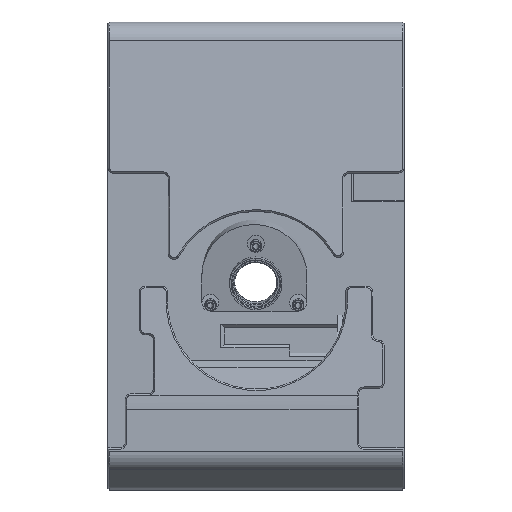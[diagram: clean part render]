
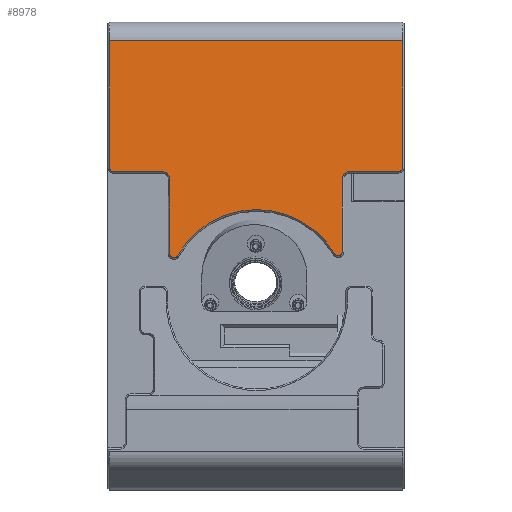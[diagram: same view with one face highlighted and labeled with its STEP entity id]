
A CAD part, top view. The second image highlights one B-rep face of the part: STEP entity #8978.
In plain terms, the highlighted planar face has unit normal (0, 0.079, 0.997).
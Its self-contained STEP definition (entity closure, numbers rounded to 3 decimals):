
#217=CIRCLE('',#9556,1.5);
#219=CIRCLE('',#9559,32.05);
#221=CIRCLE('',#9562,1.5);
#422=PLANE('',#9567);
#863=FACE_OUTER_BOUND('',#1421,.T.);
#1421=EDGE_LOOP('',(#6959,#6960,#6961,#6962,#6963,#6964,#6965,#6966,#6967,
#6968,#6969,#6970,#6971,#6972,#6973,#6974,#6975,#6976));
#2073=LINE('',#13413,#3044);
#2155=LINE('',#14449,#3126);
#2178=LINE('',#14575,#3149);
#2182=LINE('',#14641,#3153);
#2189=LINE('',#14667,#3160);
#2194=LINE('',#14735,#3165);
#2200=LINE('',#14824,#3171);
#3044=VECTOR('',#10515,10.);
#3126=VECTOR('',#10665,10.);
#3149=VECTOR('',#10730,10.);
#3153=VECTOR('',#10736,10.);
#3160=VECTOR('',#10763,10.);
#3165=VECTOR('',#10770,10.);
#3171=VECTOR('',#10782,10.);
#3888=B_SPLINE_CURVE_WITH_KNOTS('',3,(#14566,#14567,#14568,#14569,#14570),
 .UNSPECIFIED.,.F.,.F.,(4,1,4),(0.,0.898,
1.571),.UNSPECIFIED.);
#3889=B_SPLINE_CURVE_WITH_KNOTS('',3,(#14600,#14601,#14602,#14603,#14604),
 .UNSPECIFIED.,.F.,.F.,(4,1,4),(-1.551,-0.886,0.),
 .UNSPECIFIED.);
#3891=B_SPLINE_CURVE_WITH_KNOTS('',3,(#14628,#14629,#14630,#14631),
 .UNSPECIFIED.,.F.,.F.,(4,4),(4.145,4.149),
 .UNSPECIFIED.);
#3893=B_SPLINE_CURVE_WITH_KNOTS('',3,(#14685,#14686,#14687,#14688),
 .UNSPECIFIED.,.F.,.F.,(4,4),(-1.571,-1.551),
 .UNSPECIFIED.);
#3896=B_SPLINE_CURVE_WITH_KNOTS('',3,(#14726,#14727,#14728,#14729,#14730),
 .UNSPECIFIED.,.F.,.F.,(4,1,4),(0.,0.886,
1.551),.UNSPECIFIED.);
#3898=B_SPLINE_CURVE_WITH_KNOTS('',3,(#14765,#14766,#14767,#14768,#14769),
 .UNSPECIFIED.,.F.,.F.,(4,1,4),(-1.571,-0.898,0.),
 .UNSPECIFIED.);
#3899=B_SPLINE_CURVE_WITH_KNOTS('',3,(#14786,#14787,#14788,#14789),
 .UNSPECIFIED.,.F.,.F.,(4,4),(1.551,1.571),
 .UNSPECIFIED.);
#3901=B_SPLINE_CURVE_WITH_KNOTS('',3,(#14810,#14811,#14812,#14813),
 .UNSPECIFIED.,.F.,.F.,(4,4),(-4.149,-4.145),
 .UNSPECIFIED.);
#4175=VERTEX_POINT('',#13411);
#4176=VERTEX_POINT('',#13412);
#4275=VERTEX_POINT('',#14446);
#4276=VERTEX_POINT('',#14448);
#4295=VERTEX_POINT('',#14555);
#4298=VERTEX_POINT('',#14564);
#4300=VERTEX_POINT('',#14573);
#4302=VERTEX_POINT('',#14598);
#4304=VERTEX_POINT('',#14638);
#4305=VERTEX_POINT('',#14640);
#4308=VERTEX_POINT('',#14648);
#4310=VERTEX_POINT('',#14654);
#4312=VERTEX_POINT('',#14660);
#4314=VERTEX_POINT('',#14665);
#4315=VERTEX_POINT('',#14713);
#4318=VERTEX_POINT('',#14724);
#4320=VERTEX_POINT('',#14733);
#4322=VERTEX_POINT('',#14763);
#5069=EDGE_CURVE('',#4175,#4176,#2073,.T.);
#5218=EDGE_CURVE('',#4275,#4276,#2155,.T.);
#5254=EDGE_CURVE('',#4298,#4295,#3888,.T.);
#5256=EDGE_CURVE('',#4300,#4298,#2178,.T.);
#5259=EDGE_CURVE('',#4302,#4300,#3889,.T.);
#5261=EDGE_CURVE('',#4295,#4275,#3891,.T.);
#5264=EDGE_CURVE('',#4304,#4305,#2182,.T.);
#5269=EDGE_CURVE('',#4308,#4304,#217,.T.);
#5272=EDGE_CURVE('',#4310,#4308,#219,.T.);
#5275=EDGE_CURVE('',#4312,#4310,#221,.T.);
#5277=EDGE_CURVE('',#4314,#4312,#2189,.T.);
#5279=EDGE_CURVE('',#4305,#4302,#3893,.T.);
#5284=EDGE_CURVE('',#4318,#4315,#3896,.T.);
#5286=EDGE_CURVE('',#4320,#4318,#2194,.T.);
#5290=EDGE_CURVE('',#4322,#4320,#3898,.T.);
#5291=EDGE_CURVE('',#4315,#4314,#3899,.T.);
#5293=EDGE_CURVE('',#4176,#4322,#3901,.T.);
#5298=EDGE_CURVE('',#4175,#4276,#2200,.T.);
#6959=ORIENTED_EDGE('',*,*,#5218,.F.);
#6960=ORIENTED_EDGE('',*,*,#5261,.F.);
#6961=ORIENTED_EDGE('',*,*,#5254,.F.);
#6962=ORIENTED_EDGE('',*,*,#5256,.F.);
#6963=ORIENTED_EDGE('',*,*,#5259,.F.);
#6964=ORIENTED_EDGE('',*,*,#5279,.F.);
#6965=ORIENTED_EDGE('',*,*,#5264,.F.);
#6966=ORIENTED_EDGE('',*,*,#5269,.F.);
#6967=ORIENTED_EDGE('',*,*,#5272,.F.);
#6968=ORIENTED_EDGE('',*,*,#5275,.F.);
#6969=ORIENTED_EDGE('',*,*,#5277,.F.);
#6970=ORIENTED_EDGE('',*,*,#5291,.F.);
#6971=ORIENTED_EDGE('',*,*,#5284,.F.);
#6972=ORIENTED_EDGE('',*,*,#5286,.F.);
#6973=ORIENTED_EDGE('',*,*,#5290,.F.);
#6974=ORIENTED_EDGE('',*,*,#5293,.F.);
#6975=ORIENTED_EDGE('',*,*,#5069,.F.);
#6976=ORIENTED_EDGE('',*,*,#5298,.T.);
#8978=ADVANCED_FACE('',(#863),#422,.T.);
#9556=AXIS2_PLACEMENT_3D('',#14650,#10744,#10745);
#9559=AXIS2_PLACEMENT_3D('',#14656,#10751,#10752);
#9562=AXIS2_PLACEMENT_3D('',#14662,#10758,#10759);
#9567=AXIS2_PLACEMENT_3D('',#14823,#10780,#10781);
#10515=DIRECTION('',(0.,-0.997,0.079));
#10665=DIRECTION('',(0.,0.997,-0.079));
#10730=DIRECTION('',(-1.,0.,0.));
#10736=DIRECTION('',(0.,0.997,-0.079));
#10744=DIRECTION('center_axis',(0.,-0.079,
-0.997));
#10745=DIRECTION('ref_axis',(-1.,0.,0.));
#10751=DIRECTION('center_axis',(0.,0.079,
0.997));
#10752=DIRECTION('ref_axis',(-1.,0.,0.));
#10758=DIRECTION('center_axis',(0.,-0.079,
-0.997));
#10759=DIRECTION('ref_axis',(0.266,-0.961,0.076));
#10763=DIRECTION('',(0.,-0.997,0.079));
#10770=DIRECTION('',(-1.,0.,0.));
#10780=DIRECTION('center_axis',(0.,0.079,
0.997));
#10781=DIRECTION('ref_axis',(0.,0.997,-0.079));
#10782=DIRECTION('',(-1.,0.,0.));
#13411=CARTESIAN_POINT('',(99.055,-101.286,11.795));
#13412=CARTESIAN_POINT('',(99.055,-145.911,15.34));
#13413=CARTESIAN_POINT('',(99.055,-187.27,18.625));
#14446=CARTESIAN_POINT('',(-4.548,-145.911,15.34));
#14448=CARTESIAN_POINT('',(-4.548,-101.286,11.795));
#14449=CARTESIAN_POINT('',(-4.548,-187.27,18.625));
#14555=CARTESIAN_POINT('',(-4.548,-145.95,15.343));
#14564=CARTESIAN_POINT('',(-3.048,-147.452,15.462));
#14566=CARTESIAN_POINT('Ctrl Pts',(-3.048,-147.452,15.462));
#14567=CARTESIAN_POINT('Ctrl Pts',(-3.496,-147.452,
15.462));
#14568=CARTESIAN_POINT('Ctrl Pts',(-4.273,-147.076,
15.432));
#14569=CARTESIAN_POINT('Ctrl Pts',(-4.548,-146.288,
15.37));
#14570=CARTESIAN_POINT('Ctrl Pts',(-4.548,-145.95,
15.343));
#14573=CARTESIAN_POINT('',(14.262,-147.452,15.462));
#14575=CARTESIAN_POINT('',(43.266,-147.452,15.462));
#14598=CARTESIAN_POINT('',(16.762,-149.901,15.657));
#14600=CARTESIAN_POINT('Ctrl Pts',(16.762,-149.901,15.657));
#14601=CARTESIAN_POINT('Ctrl Pts',(16.751,-149.348,15.613));
#14602=CARTESIAN_POINT('Ctrl Pts',(16.28,-148.064,15.511));
#14603=CARTESIAN_POINT('Ctrl Pts',(15.001,-147.452,15.462));
#14604=CARTESIAN_POINT('Ctrl Pts',(14.262,-147.452,15.462));
#14628=CARTESIAN_POINT('Ctrl Pts',(-4.548,-145.95,
15.343));
#14629=CARTESIAN_POINT('Ctrl Pts',(-4.548,-145.937,
15.342));
#14630=CARTESIAN_POINT('Ctrl Pts',(-4.548,-145.924,
15.341));
#14631=CARTESIAN_POINT('Ctrl Pts',(-4.548,-145.911,
15.34));
#14638=CARTESIAN_POINT('',(16.762,-176.347,17.758));
#14640=CARTESIAN_POINT('',(16.762,-149.95,15.661));
#14641=CARTESIAN_POINT('',(16.762,-187.684,18.658));
#14648=CARTESIAN_POINT('',(19.568,-177.083,17.816));
#14650=CARTESIAN_POINT('Origin',(18.262,-176.347,17.758));
#14654=CARTESIAN_POINT('',(74.971,-176.408,17.763));
#14656=CARTESIAN_POINT('Origin',(47.466,-192.809,19.065));
#14660=CARTESIAN_POINT('',(77.758,-175.64,17.702));
#14662=CARTESIAN_POINT('Origin',(76.258,-175.64,17.702));
#14665=CARTESIAN_POINT('',(77.758,-149.951,15.661));
#14667=CARTESIAN_POINT('',(77.758,-207.584,20.239));
#14685=CARTESIAN_POINT('Ctrl Pts',(16.762,-149.95,15.661));
#14686=CARTESIAN_POINT('Ctrl Pts',(16.762,-149.934,15.659));
#14687=CARTESIAN_POINT('Ctrl Pts',(16.762,-149.917,15.658));
#14688=CARTESIAN_POINT('Ctrl Pts',(16.762,-149.901,15.657));
#14713=CARTESIAN_POINT('',(77.758,-149.901,15.657));
#14724=CARTESIAN_POINT('',(80.258,-147.452,15.462));
#14726=CARTESIAN_POINT('Ctrl Pts',(80.258,-147.452,15.462));
#14727=CARTESIAN_POINT('Ctrl Pts',(79.519,-147.452,15.462));
#14728=CARTESIAN_POINT('Ctrl Pts',(78.239,-148.064,15.511));
#14729=CARTESIAN_POINT('Ctrl Pts',(77.769,-149.348,15.613));
#14730=CARTESIAN_POINT('Ctrl Pts',(77.758,-149.901,15.657));
#14733=CARTESIAN_POINT('',(97.555,-147.452,15.462));
#14735=CARTESIAN_POINT('',(151.489,-147.452,15.462));
#14763=CARTESIAN_POINT('',(99.055,-145.951,15.343));
#14765=CARTESIAN_POINT('Ctrl Pts',(99.055,-145.951,15.343));
#14766=CARTESIAN_POINT('Ctrl Pts',(99.055,-146.288,15.37));
#14767=CARTESIAN_POINT('Ctrl Pts',(98.78,-147.076,15.432));
#14768=CARTESIAN_POINT('Ctrl Pts',(98.004,-147.452,15.462));
#14769=CARTESIAN_POINT('Ctrl Pts',(97.555,-147.452,15.462));
#14786=CARTESIAN_POINT('Ctrl Pts',(77.758,-149.901,15.657));
#14787=CARTESIAN_POINT('Ctrl Pts',(77.758,-149.918,15.658));
#14788=CARTESIAN_POINT('Ctrl Pts',(77.758,-149.934,15.659));
#14789=CARTESIAN_POINT('Ctrl Pts',(77.758,-149.951,15.661));
#14810=CARTESIAN_POINT('Ctrl Pts',(99.055,-145.911,15.34));
#14811=CARTESIAN_POINT('Ctrl Pts',(99.055,-145.924,15.341));
#14812=CARTESIAN_POINT('Ctrl Pts',(99.055,-145.938,15.342));
#14813=CARTESIAN_POINT('Ctrl Pts',(99.055,-145.951,15.343));
#14823=CARTESIAN_POINT('Origin',(224.52,-226.596,21.749));
#14824=CARTESIAN_POINT('',(224.52,-101.286,11.795));
